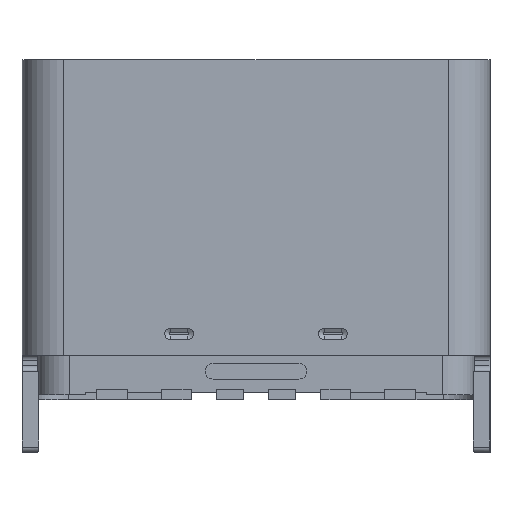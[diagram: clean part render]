
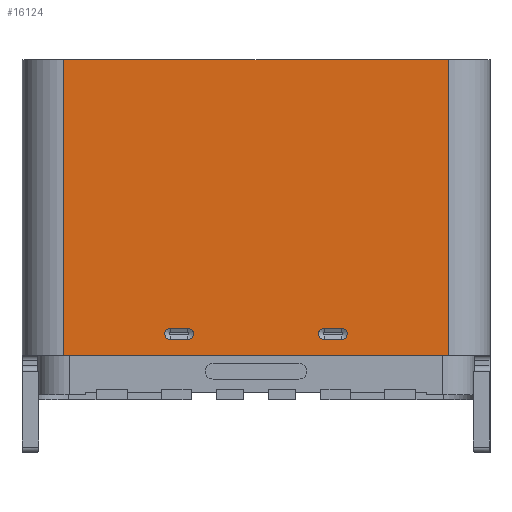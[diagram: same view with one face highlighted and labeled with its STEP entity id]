
A CAD part, front view. The second image highlights one B-rep face of the part: STEP entity #16124.
In plain terms, the highlighted planar face has unit normal (0, -1, 0).
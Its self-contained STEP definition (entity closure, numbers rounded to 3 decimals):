
#197 = EDGE_CURVE ( 'NONE', #1811, #18961, #23449, .T. ) ;
#775 = EDGE_CURVE ( 'NONE', #18961, #7259, #7516, .T. ) ;
#899 = LINE ( 'NONE', #8122, #16142 ) ;
#1811 = VERTEX_POINT ( 'NONE', #3437 ) ;
#1848 = DIRECTION ( 'NONE',  ( 0., 0., 1. ) ) ;
#1959 = CARTESIAN_POINT ( 'NONE',  ( 1.638, -1.54, -5.131 ) ) ;
#1987 = DIRECTION ( 'NONE',  ( 1., 0., 0. ) ) ;
#2119 = VERTEX_POINT ( 'NONE', #20278 ) ;
#2167 = CARTESIAN_POINT ( 'NONE',  ( 4.47, -1.54, -5.65 ) ) ;
#2316 = DIRECTION ( 'NONE',  ( 0., -1., 0. ) ) ;
#2326 = CARTESIAN_POINT ( 'NONE',  ( -1.638, -1.54, -5.131 ) ) ;
#2656 = AXIS2_PLACEMENT_3D ( 'NONE', #23295, #13832, #8152 ) ;
#3437 = CARTESIAN_POINT ( 'NONE',  ( -1.304, -1.54, -5.345 ) ) ;
#3576 = FACE_OUTER_BOUND ( 'NONE', #12975, .T. ) ;
#3676 = EDGE_CURVE ( 'NONE', #15441, #19283, #13627, .T. ) ;
#3966 = EDGE_CURVE ( 'NONE', #19283, #13329, #10966, .T. ) ;
#4890 = CARTESIAN_POINT ( 'NONE',  ( -3.67, -1.54, -7.5 ) ) ;
#5272 = ORIENTED_EDGE ( 'NONE', *, *, #9088, .F. ) ;
#5365 = DIRECTION ( 'NONE',  ( 1., 0., 0. ) ) ;
#5903 = DIRECTION ( 'NONE',  ( -1., 0., 0. ) ) ;
#6497 = VECTOR ( 'NONE', #1987, 1000. ) ;
#6677 = CARTESIAN_POINT ( 'NONE',  ( 1.304, -1.54, -5.131 ) ) ;
#7259 = VERTEX_POINT ( 'NONE', #2326 ) ;
#7318 = CARTESIAN_POINT ( 'NONE',  ( 3.67, -1.54, -7.5 ) ) ;
#7516 = LINE ( 'NONE', #9372, #20282 ) ;
#7734 = CARTESIAN_POINT ( 'NONE',  ( 1.638, -1.54, -5.345 ) ) ;
#8032 = VECTOR ( 'NONE', #17678, 1000. ) ;
#8122 = CARTESIAN_POINT ( 'NONE',  ( -1.638, -1.54, -5.345 ) ) ;
#8152 = DIRECTION ( 'NONE',  ( 0., 0., 1. ) ) ;
#8387 = AXIS2_PLACEMENT_3D ( 'NONE', #20251, #20510, #14631 ) ;
#8691 = CARTESIAN_POINT ( 'NONE',  ( -3.67, -1.54, -5.65 ) ) ;
#9038 = EDGE_CURVE ( 'NONE', #13184, #2119, #14531, .T. ) ;
#9088 = EDGE_CURVE ( 'NONE', #13329, #16307, #20886, .T. ) ;
#9330 = CARTESIAN_POINT ( 'NONE',  ( -1.638, -1.54, -5.345 ) ) ;
#9372 = CARTESIAN_POINT ( 'NONE',  ( -1.638, -1.54, -5.131 ) ) ;
#9746 = ORIENTED_EDGE ( 'NONE', *, *, #3676, .F. ) ;
#9847 = CARTESIAN_POINT ( 'NONE',  ( 1.638, -1.54, -5.345 ) ) ;
#9881 = CARTESIAN_POINT ( 'NONE',  ( 1.304, -1.54, -5.345 ) ) ;
#10277 = CARTESIAN_POINT ( 'NONE',  ( -1.304, -1.54, -5.131 ) ) ;
#10886 = ORIENTED_EDGE ( 'NONE', *, *, #18394, .T. ) ;
#10966 = CIRCLE ( 'NONE', #2656, 0.107 ) ;
#11162 = DIRECTION ( 'NONE',  ( 0., 0., -1. ) ) ;
#11353 = EDGE_CURVE ( 'NONE', #16307, #15441, #22503, .T. ) ;
#11417 = AXIS2_PLACEMENT_3D ( 'NONE', #22474, #15229, #22850 ) ;
#11762 = VERTEX_POINT ( 'NONE', #22855 ) ;
#11822 = DIRECTION ( 'NONE',  ( 0., 0., 1. ) ) ;
#11958 = AXIS2_PLACEMENT_3D ( 'NONE', #20517, #2316, #11162 ) ;
#12043 = EDGE_CURVE ( 'NONE', #13184, #11762, #17421, .T. ) ;
#12052 = ORIENTED_EDGE ( 'NONE', *, *, #775, .F. ) ;
#12975 = EDGE_LOOP ( 'NONE', ( #14469, #10886, #20887, #24514 ) ) ;
#13088 = ORIENTED_EDGE ( 'NONE', *, *, #17346, .F. ) ;
#13139 = FACE_BOUND ( 'NONE', #14714, .T. ) ;
#13184 = VERTEX_POINT ( 'NONE', #8691 ) ;
#13329 = VERTEX_POINT ( 'NONE', #9881 ) ;
#13383 = FACE_BOUND ( 'NONE', #20608, .T. ) ;
#13423 = DIRECTION ( 'NONE',  ( 1., 0., 0. ) ) ;
#13627 = LINE ( 'NONE', #14100, #20624 ) ;
#13812 = ORIENTED_EDGE ( 'NONE', *, *, #24527, .F. ) ;
#13832 = DIRECTION ( 'NONE',  ( 0., -1., 0. ) ) ;
#14100 = CARTESIAN_POINT ( 'NONE',  ( 1.638, -1.54, -5.131 ) ) ;
#14303 = ORIENTED_EDGE ( 'NONE', *, *, #3966, .F. ) ;
#14469 = ORIENTED_EDGE ( 'NONE', *, *, #12043, .T. ) ;
#14531 = LINE ( 'NONE', #4890, #20723 ) ;
#14631 = DIRECTION ( 'NONE',  ( 0., 0., -1. ) ) ;
#14714 = EDGE_LOOP ( 'NONE', ( #19429, #5272, #14303, #9746 ) ) ;
#15229 = DIRECTION ( 'NONE',  ( 0., -1., 0. ) ) ;
#15441 = VERTEX_POINT ( 'NONE', #1959 ) ;
#16124 = ADVANCED_FACE ( 'NONE', ( #13139, #13383, #3576 ), #24576, .T. ) ;
#16142 = VECTOR ( 'NONE', #5365, 1000. ) ;
#16307 = VERTEX_POINT ( 'NONE', #9847 ) ;
#16584 = VERTEX_POINT ( 'NONE', #24566 ) ;
#17346 = EDGE_CURVE ( 'NONE', #7259, #24600, #21073, .T. ) ;
#17421 = LINE ( 'NONE', #2167, #8032 ) ;
#17562 = VECTOR ( 'NONE', #13423, 1000. ) ;
#17678 = DIRECTION ( 'NONE',  ( 1., 0., 0. ) ) ;
#18087 = EDGE_CURVE ( 'NONE', #2119, #16584, #20873, .T. ) ;
#18394 = EDGE_CURVE ( 'NONE', #11762, #16584, #24326, .T. ) ;
#18433 = DIRECTION ( 'NONE',  ( 0., 0., 1. ) ) ;
#18961 = VERTEX_POINT ( 'NONE', #10277 ) ;
#19035 = CARTESIAN_POINT ( 'NONE',  ( -3.67, -1.54, 0. ) ) ;
#19283 = VERTEX_POINT ( 'NONE', #6677 ) ;
#19429 = ORIENTED_EDGE ( 'NONE', *, *, #11353, .F. ) ;
#19746 = ORIENTED_EDGE ( 'NONE', *, *, #197, .F. ) ;
#20251 = CARTESIAN_POINT ( 'NONE',  ( -1.304, -1.54, -5.238 ) ) ;
#20278 = CARTESIAN_POINT ( 'NONE',  ( -3.67, -1.54, 0. ) ) ;
#20282 = VECTOR ( 'NONE', #5903, 1000. ) ;
#20510 = DIRECTION ( 'NONE',  ( 0., -1., 0. ) ) ;
#20517 = CARTESIAN_POINT ( 'NONE',  ( -1.638, -1.54, -5.238 ) ) ;
#20608 = EDGE_LOOP ( 'NONE', ( #13088, #12052, #19746, #13812 ) ) ;
#20624 = VECTOR ( 'NONE', #23090, 1000. ) ;
#20723 = VECTOR ( 'NONE', #18433, 1000. ) ;
#20873 = LINE ( 'NONE', #19035, #6497 ) ;
#20886 = LINE ( 'NONE', #7734, #17562 ) ;
#20887 = ORIENTED_EDGE ( 'NONE', *, *, #18087, .F. ) ;
#21073 = CIRCLE ( 'NONE', #11958, 0.107 ) ;
#21263 = CARTESIAN_POINT ( 'NONE',  ( 1.638, -1.54, -5.238 ) ) ;
#22474 = CARTESIAN_POINT ( 'NONE',  ( -3.67, -1.54, -7.5 ) ) ;
#22503 = CIRCLE ( 'NONE', #24486, 0.107 ) ;
#22850 = DIRECTION ( 'NONE',  ( 0., 0., -1. ) ) ;
#22855 = CARTESIAN_POINT ( 'NONE',  ( 3.67, -1.54, -5.65 ) ) ;
#23090 = DIRECTION ( 'NONE',  ( -1., 0., 0. ) ) ;
#23160 = VECTOR ( 'NONE', #1848, 1000. ) ;
#23295 = CARTESIAN_POINT ( 'NONE',  ( 1.304, -1.54, -5.238 ) ) ;
#23449 = CIRCLE ( 'NONE', #8387, 0.107 ) ;
#23516 = DIRECTION ( 'NONE',  ( 0., -1., 0. ) ) ;
#24326 = LINE ( 'NONE', #7318, #23160 ) ;
#24486 = AXIS2_PLACEMENT_3D ( 'NONE', #21263, #23516, #11822 ) ;
#24514 = ORIENTED_EDGE ( 'NONE', *, *, #9038, .F. ) ;
#24527 = EDGE_CURVE ( 'NONE', #24600, #1811, #899, .T. ) ;
#24566 = CARTESIAN_POINT ( 'NONE',  ( 3.67, -1.54, 0. ) ) ;
#24576 = PLANE ( 'NONE',  #11417 ) ;
#24600 = VERTEX_POINT ( 'NONE', #9330 ) ;
